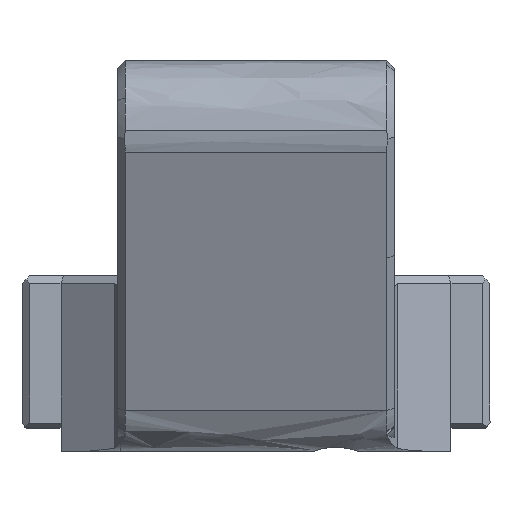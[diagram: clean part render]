
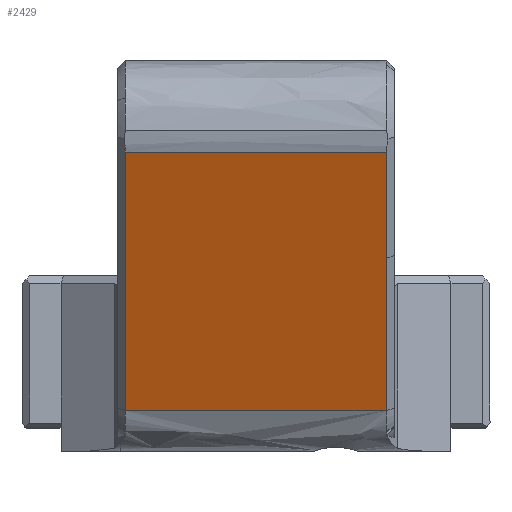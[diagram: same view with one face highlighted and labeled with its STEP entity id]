
A CAD part, top view. The second image highlights one B-rep face of the part: STEP entity #2429.
In plain terms, the highlighted planar face has unit normal (0, -0.355, 0.935).
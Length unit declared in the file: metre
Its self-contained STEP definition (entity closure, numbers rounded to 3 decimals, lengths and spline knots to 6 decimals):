
#180=B_SPLINE_CURVE_WITH_KNOTS('',3,(#3984,#3985,#3986,#3987),
 .UNSPECIFIED.,.F.,.F.,(4,4),(0.028169,0.971831),
 .UNSPECIFIED.);
#652=ORIENTED_EDGE('',*,*,#1247,.T.);
#653=ORIENTED_EDGE('',*,*,#1248,.T.);
#654=ORIENTED_EDGE('',*,*,#1211,.T.);
#655=ORIENTED_EDGE('',*,*,#1249,.T.);
#656=ORIENTED_EDGE('',*,*,#1250,.T.);
#1211=EDGE_CURVE('',#1522,#1521,#1717,.T.);
#1247=EDGE_CURVE('',#1544,#1545,#180,.T.);
#1248=EDGE_CURVE('',#1545,#1522,#1731,.T.);
#1249=EDGE_CURVE('',#1521,#1546,#1732,.T.);
#1250=EDGE_CURVE('',#1546,#1544,#1733,.T.);
#1521=VERTEX_POINT('',#3858);
#1522=VERTEX_POINT('',#3860);
#1544=VERTEX_POINT('',#3988);
#1545=VERTEX_POINT('',#3989);
#1546=VERTEX_POINT('',#3992);
#1717=LINE('',#3859,#1917);
#1731=LINE('',#3990,#1931);
#1732=LINE('',#3991,#1932);
#1733=LINE('',#3993,#1933);
#1917=VECTOR('',#3012,1.);
#1931=VECTOR('',#3066,1.);
#1932=VECTOR('',#3067,1.);
#1933=VECTOR('',#3068,1.);
#2047=EDGE_LOOP('',(#652,#653,#654,#655,#656));
#2195=FACE_BOUND('',#2047,.T.);
#2321=PLANE('',#2628);
#2429=ADVANCED_FACE('',(#2195),#2321,.F.);
#2628=AXIS2_PLACEMENT_3D('',#3983,#3064,#3065);
#3012=DIRECTION('',(1.,0.,0.));
#3064=DIRECTION('',(0.,0.355,-0.935));
#3065=DIRECTION('',(0.,0.935,0.355));
#3066=DIRECTION('',(0.,-0.935,-0.355));
#3067=DIRECTION('',(0.,0.935,0.355));
#3068=DIRECTION('',(0.,0.935,0.355));
#3858=CARTESIAN_POINT('',(0.02671,-0.073156,-0.03031));
#3859=CARTESIAN_POINT('',(0.02001,-0.073161,-0.030312));
#3860=CARTESIAN_POINT('',(0.01331,-0.073161,-0.030312));
#3983=CARTESIAN_POINT('',(0.02711,-0.066195,-0.027664));
#3984=CARTESIAN_POINT('',(0.02671,-0.059917,-0.025278));
#3985=CARTESIAN_POINT('',(0.022243,-0.059917,-0.025278));
#3986=CARTESIAN_POINT('',(0.017777,-0.059917,-0.025278));
#3987=CARTESIAN_POINT('',(0.01331,-0.059917,-0.025278));
#3988=CARTESIAN_POINT('',(0.02671,-0.059917,-0.025278));
#3989=CARTESIAN_POINT('',(0.01331,-0.059917,-0.025278));
#3990=CARTESIAN_POINT('',(0.01331,-0.073161,-0.030312));
#3991=CARTESIAN_POINT('',(0.02671,-0.066195,-0.027664));
#3992=CARTESIAN_POINT('',(0.02671,-0.065354,-0.027345));
#3993=CARTESIAN_POINT('',(0.02671,-0.066195,-0.027664));
